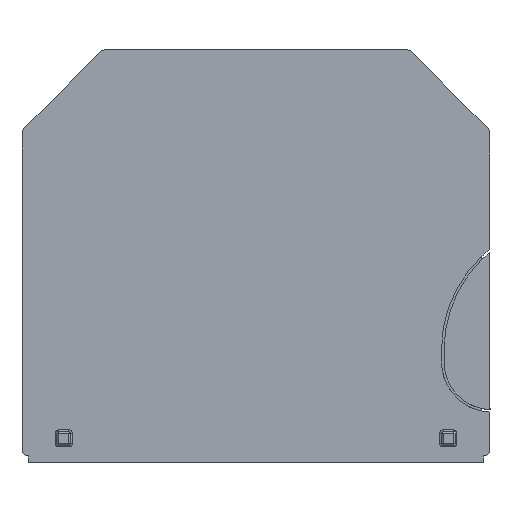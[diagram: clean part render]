
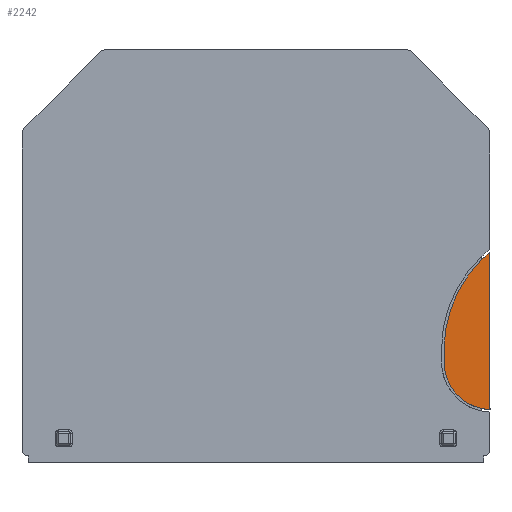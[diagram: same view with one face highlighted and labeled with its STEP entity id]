
A CAD part, left-side view. The second image highlights one B-rep face of the part: STEP entity #2242.
In plain terms, the highlighted planar face has unit normal (-1, 0, 0).
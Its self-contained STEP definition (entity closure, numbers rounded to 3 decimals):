
#643=AXIS2_PLACEMENT_3D('Plane Axis2P3D',#640,#641,#642) ;
#1971=AXIS2_PLACEMENT_3D('Circle Axis2P3D',#1969,#1970,$) ;
#2005=AXIS2_PLACEMENT_3D('Circle Axis2P3D',#2003,#2004,$) ;
#2051=AXIS2_PLACEMENT_3D('Circle Axis2P3D',#2049,#2050,$) ;
#640=CARTESIAN_POINT('Axis2P3D Location',(2.5,28.,-6.15)) ;
#1966=CARTESIAN_POINT('Vertex',(2.5,0.,6.304)) ;
#1969=CARTESIAN_POINT('Axis2P3D Location',(2.5,-0.2,12.)) ;
#1973=CARTESIAN_POINT('Vertex',(2.5,5.5,12.)) ;
#2000=CARTESIAN_POINT('Vertex',(2.5,1.,24.212)) ;
#2003=CARTESIAN_POINT('Axis2P3D Location',(2.5,-9.5,13.5)) ;
#2007=CARTESIAN_POINT('Vertex',(2.5,0.,25.108)) ;
#2024=CARTESIAN_POINT('Line Origine',(2.5,0.,15.706)) ;
#2046=CARTESIAN_POINT('Vertex',(2.5,5.5,13.5)) ;
#2049=CARTESIAN_POINT('Axis2P3D Location',(2.5,-9.5,13.5)) ;
#2067=CARTESIAN_POINT('Line Origine',(2.5,5.5,12.75)) ;
#641=DIRECTION('Axis2P3D Direction',(1.,0.,0.)) ;
#642=DIRECTION('Axis2P3D XDirection',(0.,1.,0.)) ;
#1970=DIRECTION('Axis2P3D Direction',(1.,0.,0.)) ;
#2004=DIRECTION('Axis2P3D Direction',(1.,0.,0.)) ;
#2025=DIRECTION('Vector Direction',(0.,0.,1.)) ;
#2050=DIRECTION('Axis2P3D Direction',(1.,0.,0.)) ;
#2068=DIRECTION('Vector Direction',(0.,0.,1.)) ;
#2026=VECTOR('Line Direction',#2025,1.) ;
#2069=VECTOR('Line Direction',#2068,1.) ;
#2236=ORIENTED_EDGE('',*,*,#2028,.T.) ;
#2237=ORIENTED_EDGE('',*,*,#2009,.F.) ;
#2238=ORIENTED_EDGE('',*,*,#2053,.F.) ;
#2239=ORIENTED_EDGE('',*,*,#2071,.F.) ;
#2240=ORIENTED_EDGE('',*,*,#1975,.F.) ;
#2242=ADVANCED_FACE('WAP_16_35_WTW_2_5_10',(#2241),#644,.F.) ;
#1972=CIRCLE('generated circle',#1971,5.7) ;
#2006=CIRCLE('generated circle',#2005,15.) ;
#2052=CIRCLE('generated circle',#2051,15.) ;
#1975=EDGE_CURVE('',#1967,#1974,#1972,.T.) ;
#2009=EDGE_CURVE('',#2001,#2008,#2006,.T.) ;
#2028=EDGE_CURVE('',#1967,#2008,#2027,.T.) ;
#2053=EDGE_CURVE('',#2047,#2001,#2052,.T.) ;
#2071=EDGE_CURVE('',#1974,#2047,#2070,.T.) ;
#2235=EDGE_LOOP('',(#2236,#2237,#2238,#2239,#2240)) ;
#2241=FACE_OUTER_BOUND('',#2235,.T.) ;
#2027=LINE('Line',#2024,#2026) ;
#2070=LINE('Line',#2067,#2069) ;
#644=PLANE('',#643) ;
#1967=VERTEX_POINT('',#1966) ;
#1974=VERTEX_POINT('',#1973) ;
#2001=VERTEX_POINT('',#2000) ;
#2008=VERTEX_POINT('',#2007) ;
#2047=VERTEX_POINT('',#2046) ;
